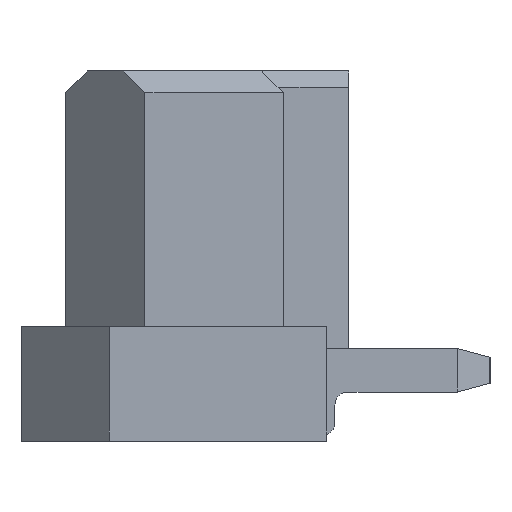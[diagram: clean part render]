
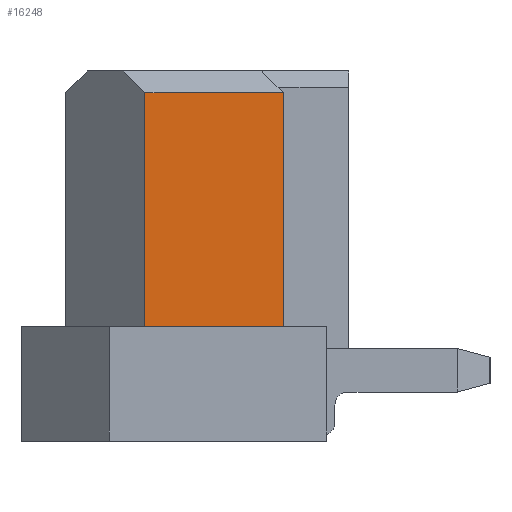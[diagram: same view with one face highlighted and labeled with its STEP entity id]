
A CAD part, left-side view. The second image highlights one B-rep face of the part: STEP entity #16248.
In plain terms, the highlighted planar face has unit normal (-1, 0, 0).
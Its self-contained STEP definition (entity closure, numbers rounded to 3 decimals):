
#15188=CARTESIAN_POINT('',(-4.075,-1.,-2.35));
#15189=VERTEX_POINT('',#15188);
#15196=CARTESIAN_POINT('',(-4.075,0.27,-2.35));
#15197=VERTEX_POINT('',#15196);
#15198=CARTESIAN_POINT('',(-4.075,-1.,-2.35));
#15199=DIRECTION('',(0.,1.,0.));
#15200=VECTOR('',#15199,1.27);
#15201=LINE('',#15198,#15200);
#15202=EDGE_CURVE('',#15189,#15197,#15201,.T.);
#15221=CARTESIAN_POINT('',(-4.075,0.27,-0.2));
#15222=VERTEX_POINT('',#15221);
#15223=CARTESIAN_POINT('',(-4.075,0.27,-2.35));
#15224=DIRECTION('',(0.,0.,1.));
#15225=VECTOR('',#15224,2.15);
#15226=LINE('',#15223,#15225);
#15227=EDGE_CURVE('',#15197,#15222,#15226,.T.);
#16183=CARTESIAN_POINT('',(-4.075,-1.,-0.2));
#16184=VERTEX_POINT('',#16183);
#16191=CARTESIAN_POINT('',(-4.075,-1.,-0.2));
#16192=DIRECTION('',(0.,0.,-1.));
#16193=VECTOR('',#16192,2.15);
#16194=LINE('',#16191,#16193);
#16195=EDGE_CURVE('',#16184,#15189,#16194,.T.);
#16232=CARTESIAN_POINT('',(-4.075,0.,-1.175));
#16233=DIRECTION('',(0.,-1.,0.));
#16234=DIRECTION('',(-1.,0.,0.));
#16235=AXIS2_PLACEMENT_3D('',#16232,#16234,#16233);
#16236=PLANE('',#16235);
#16237=ORIENTED_EDGE('',*,*,#16195,.F.);
#16238=CARTESIAN_POINT('',(-4.075,-1.,-0.2));
#16239=DIRECTION('',(0.,1.,0.));
#16240=VECTOR('',#16239,1.27);
#16241=LINE('',#16238,#16240);
#16242=EDGE_CURVE('',#16184,#15222,#16241,.T.);
#16243=ORIENTED_EDGE('E1445',*,*,#16242,.T.);
#16244=ORIENTED_EDGE('E1445',*,*,#15227,.F.);
#16245=ORIENTED_EDGE('E1445',*,*,#15202,.F.);
#16246=EDGE_LOOP('',(#16237,#16243,#16244,#16245));
#16247=FACE_OUTER_BOUND('',#16246,.T.);
#16248=ADVANCED_FACE('F480',(#16247),#16236,.T.);
